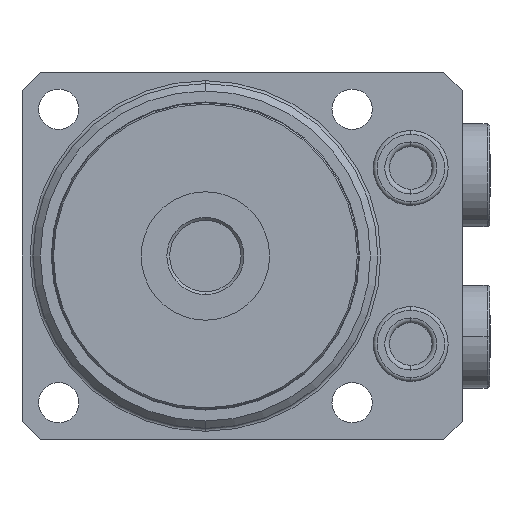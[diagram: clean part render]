
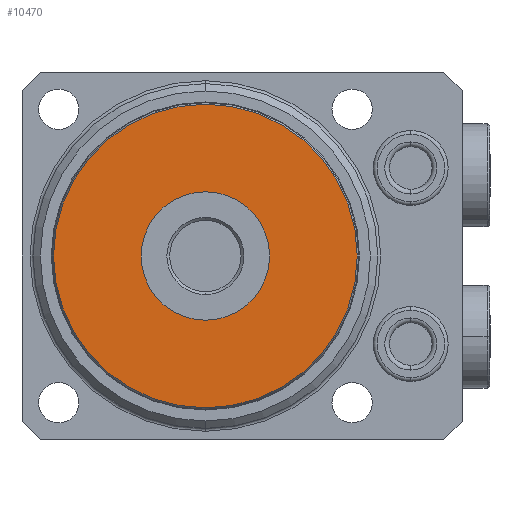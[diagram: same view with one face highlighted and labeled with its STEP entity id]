
A CAD part, front view. The second image highlights one B-rep face of the part: STEP entity #10470.
In plain terms, the highlighted planar face has unit normal (0, -1, 0).
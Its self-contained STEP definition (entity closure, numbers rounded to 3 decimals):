
#69 = FACE_OUTER_BOUND ( 'NONE', #3992, .T. ) ;
#119 = FACE_BOUND ( 'NONE', #3990, .T. ) ;
#647 = DIRECTION ( 'NONE',  ( 0., 0., 1. ) ) ;
#648 = DIRECTION ( 'NONE',  ( 0., 1., 0. ) ) ;
#649 = CARTESIAN_POINT ( 'NONE',  ( 0., -93.5, 0. ) ) ;
#650 = DIRECTION ( 'NONE',  ( 0., 0., -1. ) ) ;
#652 = DIRECTION ( 'NONE',  ( 0., -1., 0. ) ) ;
#653 = CARTESIAN_POINT ( 'NONE',  ( 0., -93.5, 0. ) ) ;
#1067 = EDGE_CURVE ( 'NONE', #2377, #2388, #3625, .T. ) ;
#1292 = EDGE_CURVE ( 'NONE', #2382, #2383, #3286, .T. ) ;
#1293 = EDGE_CURVE ( 'NONE', #2388, #2377, #3294, .T. ) ;
#1895 = DIRECTION ( 'NONE',  ( 0., 0., 1. ) ) ;
#1896 = DIRECTION ( 'NONE',  ( 0., 1., 0. ) ) ;
#1899 = CARTESIAN_POINT ( 'NONE',  ( 0., -93.5, 0. ) ) ;
#2377 = VERTEX_POINT ( 'NONE', #6798 ) ;
#2382 = VERTEX_POINT ( 'NONE', #6792 ) ;
#2383 = VERTEX_POINT ( 'NONE', #6791 ) ;
#2388 = VERTEX_POINT ( 'NONE', #6786 ) ;
#2861 = CIRCLE ( 'NONE', #9140, 8.75 ) ;
#3286 = CIRCLE ( 'NONE', #9368, 8.75 ) ;
#3294 = CIRCLE ( 'NONE', #9367, 20.7 ) ;
#3625 = CIRCLE ( 'NONE', #9462, 20.7 ) ;
#3990 = EDGE_LOOP ( 'NONE', ( #7112, #7113 ) ) ;
#3992 = EDGE_LOOP ( 'NONE', ( #7116, #7118 ) ) ;
#4602 = AXIS2_PLACEMENT_3D ( 'NONE', #5144, #5136, #5135 ) ;
#5135 = DIRECTION ( 'NONE',  ( 0., 0., -1. ) ) ;
#5136 = DIRECTION ( 'NONE',  ( 0., -1., 0. ) ) ;
#5140 = PLANE ( 'NONE',  #4602 ) ;
#5144 = CARTESIAN_POINT ( 'NONE',  ( 0., -93.5, 0. ) ) ;
#6786 = CARTESIAN_POINT ( 'NONE',  ( 0., -93.5, -20.7 ) ) ;
#6791 = CARTESIAN_POINT ( 'NONE',  ( 0., -93.5, 8.75 ) ) ;
#6792 = CARTESIAN_POINT ( 'NONE',  ( 0., -93.5, -8.75 ) ) ;
#6798 = CARTESIAN_POINT ( 'NONE',  ( 0., -93.5, 20.7 ) ) ;
#7112 = ORIENTED_EDGE ( 'NONE', *, *, #1292, .F. ) ;
#7113 = ORIENTED_EDGE ( 'NONE', *, *, #9673, .F. ) ;
#7116 = ORIENTED_EDGE ( 'NONE', *, *, #1067, .F. ) ;
#7118 = ORIENTED_EDGE ( 'NONE', *, *, #1293, .F. ) ;
#7950 = DIRECTION ( 'NONE',  ( 0., 0., -1. ) ) ;
#7951 = CARTESIAN_POINT ( 'NONE',  ( 0., -93.5, 0. ) ) ;
#7958 = DIRECTION ( 'NONE',  ( 0., -1., 0. ) ) ;
#9140 = AXIS2_PLACEMENT_3D ( 'NONE', #7951, #7958, #7950 ) ;
#9367 = AXIS2_PLACEMENT_3D ( 'NONE', #649, #648, #647 ) ;
#9368 = AXIS2_PLACEMENT_3D ( 'NONE', #653, #652, #650 ) ;
#9462 = AXIS2_PLACEMENT_3D ( 'NONE', #1899, #1896, #1895 ) ;
#9673 = EDGE_CURVE ( 'NONE', #2383, #2382, #2861, .T. ) ;
#10470 = ADVANCED_FACE ( 'NONE', ( #119, #69 ), #5140, .T. ) ;
